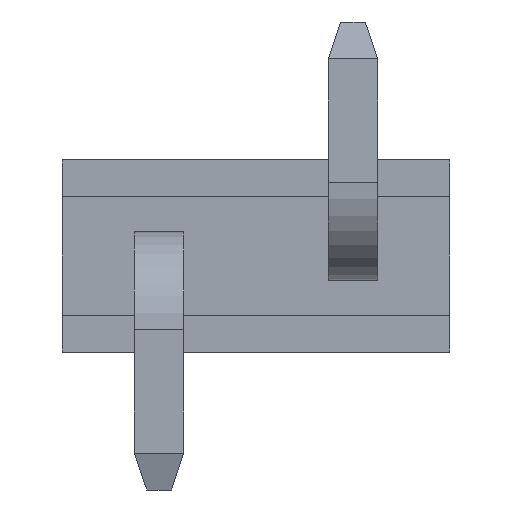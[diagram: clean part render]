
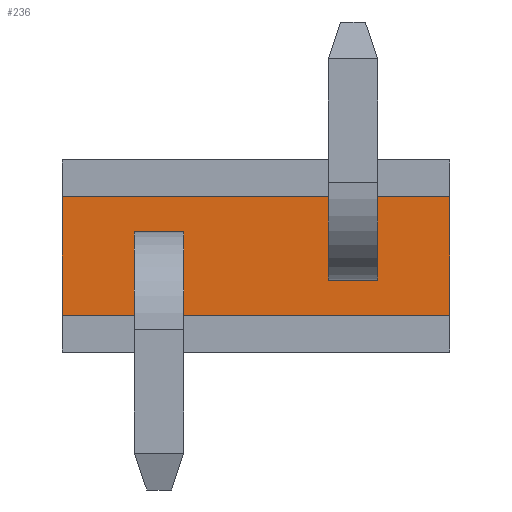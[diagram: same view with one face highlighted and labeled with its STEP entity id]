
A CAD part, front view. The second image highlights one B-rep face of the part: STEP entity #236.
In plain terms, the highlighted planar face has unit normal (0, -1, 0).
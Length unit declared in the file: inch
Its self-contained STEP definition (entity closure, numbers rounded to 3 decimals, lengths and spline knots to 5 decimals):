
#236 = ADVANCED_FACE( '', ( #465, #466, #467 ), #468, .F. );
#465 = FACE_BOUND( '', #709, .T. );
#466 = FACE_BOUND( '', #710, .T. );
#467 = FACE_OUTER_BOUND( '', #711, .T. );
#468 = PLANE( '', #712 );
#709 = EDGE_LOOP( '', ( #1151, #1152, #1153, #1154 ) );
#710 = EDGE_LOOP( '', ( #1155, #1156, #1157, #1158 ) );
#711 = EDGE_LOOP( '', ( #1159, #1160, #1161, #1162 ) );
#712 = AXIS2_PLACEMENT_3D( '', #1163, #1164, #1165 );
#1151 = ORIENTED_EDGE( '', *, *, #1667, .T. );
#1152 = ORIENTED_EDGE( '', *, *, #1673, .T. );
#1153 = ORIENTED_EDGE( '', *, *, #1635, .T. );
#1154 = ORIENTED_EDGE( '', *, *, #1630, .T. );
#1155 = ORIENTED_EDGE( '', *, *, #1674, .T. );
#1156 = ORIENTED_EDGE( '', *, *, #1675, .T. );
#1157 = ORIENTED_EDGE( '', *, *, #1654, .T. );
#1158 = ORIENTED_EDGE( '', *, *, #1676, .T. );
#1159 = ORIENTED_EDGE( '', *, *, #1625, .T. );
#1160 = ORIENTED_EDGE( '', *, *, #1677, .F. );
#1161 = ORIENTED_EDGE( '', *, *, #1678, .F. );
#1162 = ORIENTED_EDGE( '', *, *, #1679, .T. );
#1163 = CARTESIAN_POINT( '', ( -0.07874, 0.01, -0.024 ) );
#1164 = DIRECTION( '', ( 0., 1., 0. ) );
#1165 = DIRECTION( '', ( 0., 0., 1. ) );
#1625 = EDGE_CURVE( '', #1964, #1962, #1965, .T. );
#1630 = EDGE_CURVE( '', #1971, #1972, #1973, .T. );
#1635 = EDGE_CURVE( '', #1980, #1971, #1981, .T. );
#1654 = EDGE_CURVE( '', #2008, #2009, #2010, .T. );
#1667 = EDGE_CURVE( '', #1972, #2025, #2026, .T. );
#1673 = EDGE_CURVE( '', #2025, #1980, #2033, .T. );
#1674 = EDGE_CURVE( '', #2034, #2035, #2036, .T. );
#1675 = EDGE_CURVE( '', #2035, #2008, #2037, .T. );
#1676 = EDGE_CURVE( '', #2009, #2034, #2038, .T. );
#1677 = EDGE_CURVE( '', #2039, #1962, #2040, .T. );
#1678 = EDGE_CURVE( '', #2041, #2039, #2042, .T. );
#1679 = EDGE_CURVE( '', #2041, #1964, #2043, .T. );
#1962 = VERTEX_POINT( '', #2438 );
#1964 = VERTEX_POINT( '', #2441 );
#1965 = LINE( '', #2442, #2443 );
#1971 = VERTEX_POINT( '', #2452 );
#1972 = VERTEX_POINT( '', #2453 );
#1973 = LINE( '', #2454, #2455 );
#1980 = VERTEX_POINT( '', #2465 );
#1981 = LINE( '', #2466, #2467 );
#2008 = VERTEX_POINT( '', #2507 );
#2009 = VERTEX_POINT( '', #2508 );
#2010 = LINE( '', #2509, #2510 );
#2025 = VERTEX_POINT( '', #2531 );
#2026 = LINE( '', #2532, #2533 );
#2033 = LINE( '', #2543, #2544 );
#2034 = VERTEX_POINT( '', #2545 );
#2035 = VERTEX_POINT( '', #2546 );
#2036 = LINE( '', #2547, #2548 );
#2037 = LINE( '', #2549, #2550 );
#2038 = LINE( '', #2551, #2552 );
#2039 = VERTEX_POINT( '', #2553 );
#2040 = LINE( '', #2554, #2555 );
#2041 = VERTEX_POINT( '', #2556 );
#2042 = LINE( '', #2557, #2558 );
#2043 = LINE( '', #2559, #2560 );
#2438 = CARTESIAN_POINT( '', ( 0.07874, 0.01, 0.024 ) );
#2441 = CARTESIAN_POINT( '', ( 0.07874, 0.01, -0.024 ) );
#2442 = CARTESIAN_POINT( '', ( 0.07874, 0.01, -0.024 ) );
#2443 = VECTOR( '', #2812, 39.37008 );
#2452 = CARTESIAN_POINT( '', ( 0.04937, 0.01, -0.01 ) );
#2453 = CARTESIAN_POINT( '', ( 0.02937, 0.01, -0.01 ) );
#2454 = CARTESIAN_POINT( '', ( 0.04937, 0.01, -0.01 ) );
#2455 = VECTOR( '', #2816, 39.37008 );
#2465 = CARTESIAN_POINT( '', ( 0.04937, 0.01, 0.01 ) );
#2466 = CARTESIAN_POINT( '', ( 0.04937, 0.01, 0.01 ) );
#2467 = VECTOR( '', #2820, 39.37008 );
#2507 = CARTESIAN_POINT( '', ( -0.02937, 0.01, 0.01 ) );
#2508 = CARTESIAN_POINT( '', ( -0.02937, 0.01, -0.01 ) );
#2509 = CARTESIAN_POINT( '', ( -0.02937, 0.01, 0.01 ) );
#2510 = VECTOR( '', #2834, 39.37008 );
#2531 = CARTESIAN_POINT( '', ( 0.02937, 0.01, 0.01 ) );
#2532 = CARTESIAN_POINT( '', ( 0.02937, 0.01, -0.01 ) );
#2533 = VECTOR( '', #2847, 39.37008 );
#2543 = CARTESIAN_POINT( '', ( 0.02937, 0.01, 0.01 ) );
#2544 = VECTOR( '', #2851, 39.37008 );
#2545 = CARTESIAN_POINT( '', ( -0.04937, 0.01, -0.01 ) );
#2546 = CARTESIAN_POINT( '', ( -0.04937, 0.01, 0.01 ) );
#2547 = CARTESIAN_POINT( '', ( -0.04937, 0.01, -0.01 ) );
#2548 = VECTOR( '', #2852, 39.37008 );
#2549 = CARTESIAN_POINT( '', ( -0.04937, 0.01, 0.01 ) );
#2550 = VECTOR( '', #2853, 39.37008 );
#2551 = CARTESIAN_POINT( '', ( -0.02937, 0.01, -0.01 ) );
#2552 = VECTOR( '', #2854, 39.37008 );
#2553 = CARTESIAN_POINT( '', ( -0.07874, 0.01, 0.024 ) );
#2554 = CARTESIAN_POINT( '', ( -0.07874, 0.01, 0.024 ) );
#2555 = VECTOR( '', #2855, 39.37008 );
#2556 = CARTESIAN_POINT( '', ( -0.07874, 0.01, -0.024 ) );
#2557 = CARTESIAN_POINT( '', ( -0.07874, 0.01, -0.024 ) );
#2558 = VECTOR( '', #2856, 39.37008 );
#2559 = CARTESIAN_POINT( '', ( -0.07874, 0.01, -0.024 ) );
#2560 = VECTOR( '', #2857, 39.37008 );
#2812 = DIRECTION( '', ( 0., 0., 1. ) );
#2816 = DIRECTION( '', ( -1., 0., 0. ) );
#2820 = DIRECTION( '', ( 0., 0., -1. ) );
#2834 = DIRECTION( '', ( 0., 0., -1. ) );
#2847 = DIRECTION( '', ( 0., 0., 1. ) );
#2851 = DIRECTION( '', ( 1., 0., 0. ) );
#2852 = DIRECTION( '', ( 0., 0., 1. ) );
#2853 = DIRECTION( '', ( 1., 0., 0. ) );
#2854 = DIRECTION( '', ( -1., 0., 0. ) );
#2855 = DIRECTION( '', ( 1., 0., 0. ) );
#2856 = DIRECTION( '', ( 0., 0., 1. ) );
#2857 = DIRECTION( '', ( 1., 0., 0. ) );
